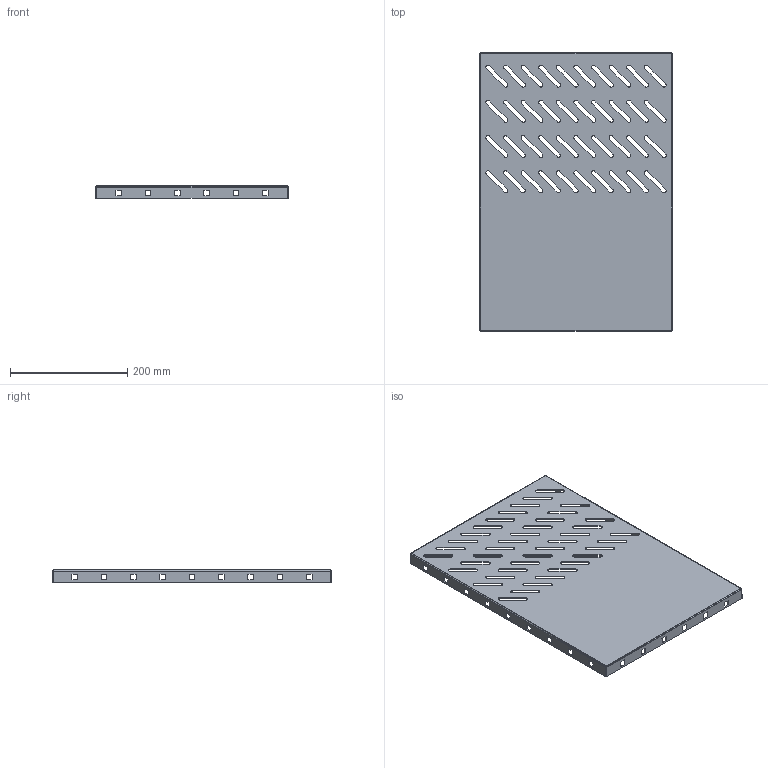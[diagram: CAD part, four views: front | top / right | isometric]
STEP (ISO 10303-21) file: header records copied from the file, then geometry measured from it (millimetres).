
FILE_DESCRIPTION (( 'STEP AP214' ), '1' );
FILE_NAME ('ÌÈ-2557.00.00.001 Ïåðåãîðîäêà ãîðèçîíòàëüíàÿ 400õ600.STEP', '2022-12-09T06:31:50', ( '' ), ( '' ), 'SwSTEP 2.0', 'SolidWorks 2021', '' );
FILE_SCHEMA (( 'AUTOMOTIVE_DESIGN' ));
Length unit declared in the file: millimetre
Products named in the file (1): ÌÈ-2557.00.00.001 Ïåðåãîðîäêà ãîðèçîíòàëüíàÿ 400õ600
Bounding box: 328 x 475 x 21 mm (x, y, z)
Volume: 170408.1 mm3; surface area: 348047 mm2
Topology: 1 solids, 1 shells, 358 faces, 1036 edges, 680 vertices
Faces by surface type: plane 222, cylinder 128, bspline 8
Entity records: 12710 total; most frequent: CARTESIAN_POINT 2827, ORIENTED_EDGE 2072, DIRECTION 1950, EDGE_CURVE 1036, LINE 768, VECTOR 768, VERTEX_POINT 680, AXIS2_PLACEMENT_3D 591
